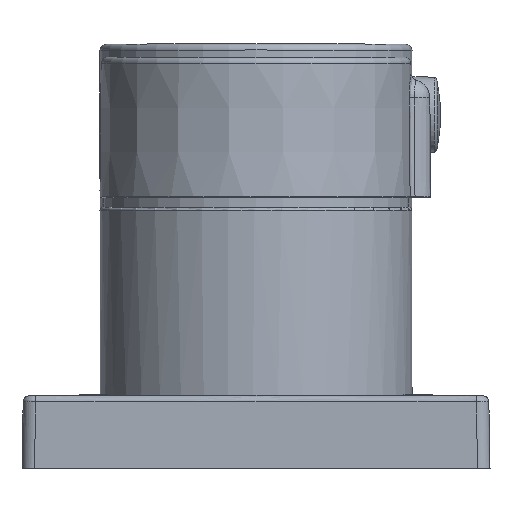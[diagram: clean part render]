
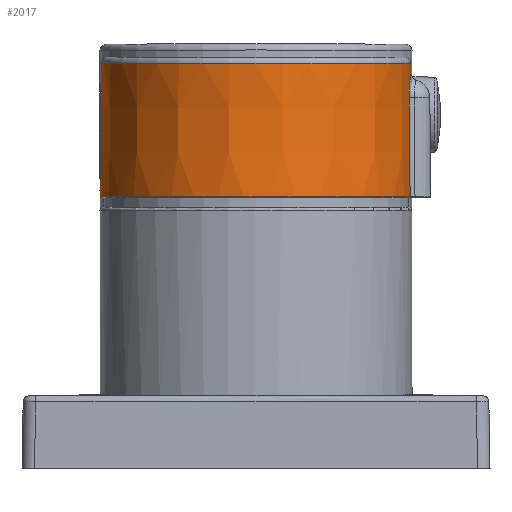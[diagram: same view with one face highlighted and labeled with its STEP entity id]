
A CAD part, left-side view. The second image highlights one B-rep face of the part: STEP entity #2017.
In plain terms, the highlighted conical face has half-angle 0.5 degrees and reference radius 25 mm.
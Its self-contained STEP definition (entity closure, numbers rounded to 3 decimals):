
#42 = B_SPLINE_CURVE_WITH_KNOTS ( 'NONE', 3,
 ( #2605, #789, #1615, #50, #1911, #319, #2180 ),
 .UNSPECIFIED., .F., .F.,
 ( 4, 3, 4 ),
 ( 0., 0.506, 1. ),
 .UNSPECIFIED. ) ;
#50 = CARTESIAN_POINT ( 'NONE',  ( -53.665, -24.547, 51.54 ) ) ;
#58 = EDGE_CURVE ( 'NONE', #1915, #2473, #1178, .T. ) ;
#116 = VERTEX_POINT ( 'NONE', #1552 ) ;
#167 = AXIS2_PLACEMENT_3D ( 'NONE', #1714, #1712, #1708 ) ;
#319 = CARTESIAN_POINT ( 'NONE',  ( -53.627, -24.507, 56.738 ) ) ;
#426 = DIRECTION ( 'NONE',  ( 0., 0., -1. ) ) ;
#429 = CARTESIAN_POINT ( 'NONE',  ( -46.016, -24.508, 56.691 ) ) ;
#447 = CARTESIAN_POINT ( 'NONE',  ( -53.608, -24.487, 59.337 ) ) ;
#525 = CONICAL_SURFACE ( 'NONE', #2298, 25., 0.009 ) ;
#572 = FACE_BOUND ( 'NONE', #1636, .T. ) ;
#591 = CARTESIAN_POINT ( 'NONE',  ( -45.921, -24.609, 43.539 ) ) ;
#618 = FACE_OUTER_BOUND ( 'NONE', #2828, .T. ) ;
#692 = CARTESIAN_POINT ( 'NONE',  ( -45.997, -24.528, 54.046 ) ) ;
#783 = EDGE_CURVE ( 'NONE', #2912, #2309, #1276, .T. ) ;
#789 = CARTESIAN_POINT ( 'NONE',  ( -53.703, -24.588, 46.206 ) ) ;
#839 = EDGE_CURVE ( 'NONE', #116, #116, #1396, .T. ) ;
#957 = CARTESIAN_POINT ( 'NONE',  ( -45.959, -24.569, 48.78 ) ) ;
#1178 = B_SPLINE_CURVE_WITH_KNOTS ( 'NONE', 3,
 ( #2726, #2916, #2662, #2606, #3098, #2970, #3062, #2743, #2618, #3085, #2775, #2740, #3073, #2709, #2934, #2783, #3043, #2139, #2804, #3057, #2772, #3110, #3090, #3105, #2901, #2913, #2761, #2838, #2987, #3102, #2707, #2925, #3014, #3048 ),
 .UNSPECIFIED., .F., .F.,
 ( 4, 2, 2, 2, 2, 2, 2, 2, 2, 2, 2, 2, 2, 2, 2, 2, 4 ),
 ( 0., 0.062, 0.125, 0.187, 0.219, 0.25, 0.375, 0.437, 0.5, 0.562, 0.594, 0.625, 0.687, 0.719, 0.75, 0.875, 1. ),
 .UNSPECIFIED. ) ;
#1187 = DIRECTION ( 'NONE',  ( 0., 1., 0. ) ) ;
#1209 = CARTESIAN_POINT ( 'NONE',  ( -45.921, -24.609, 43.539 ) ) ;
#1276 = CIRCLE ( 'NONE', #2753, 24.998 ) ;
#1396 = CIRCLE ( 'NONE', #167, 24.812 ) ;
#1544 = ORIENTED_EDGE ( 'NONE', *, *, #2919, .T. ) ;
#1552 = CARTESIAN_POINT ( 'NONE',  ( -49.822, 24.895, 64.873 ) ) ;
#1615 = CARTESIAN_POINT ( 'NONE',  ( -53.684, -24.568, 48.873 ) ) ;
#1636 = EDGE_LOOP ( 'NONE', ( #2926 ) ) ;
#1708 = DIRECTION ( 'NONE',  ( 0., 1., 0. ) ) ;
#1712 = DIRECTION ( 'NONE',  ( 0., 0., -1. ) ) ;
#1714 = CARTESIAN_POINT ( 'NONE',  ( -49.822, 0.083, 64.873 ) ) ;
#1728 = DIRECTION ( 'NONE',  ( 0., -1., 0. ) ) ;
#1731 = DIRECTION ( 'NONE',  ( 0., 0., 1. ) ) ;
#1740 = CARTESIAN_POINT ( 'NONE',  ( -49.822, 0.083, 43.539 ) ) ;
#1911 = CARTESIAN_POINT ( 'NONE',  ( -53.646, -24.527, 54.139 ) ) ;
#1915 = VERTEX_POINT ( 'NONE', #447 ) ;
#2017 = ADVANCED_FACE ( 'NONE', ( #572, #618 ), #525, .T. ) ;
#2022 = CARTESIAN_POINT ( 'NONE',  ( -49.822, 0.083, 43.337 ) ) ;
#2139 = CARTESIAN_POINT ( 'NONE',  ( -49.57, -24.744, 63.184 ) ) ;
#2180 = CARTESIAN_POINT ( 'NONE',  ( -53.608, -24.487, 59.337 ) ) ;
#2254 = B_SPLINE_CURVE_WITH_KNOTS ( 'NONE', 3,
 ( #2781, #429, #692, #2490, #957, #2691, #1209 ),
 .UNSPECIFIED., .F., .F.,
 ( 4, 3, 4 ),
 ( 0., 0.502, 1. ),
 .UNSPECIFIED. ) ;
#2265 = ORIENTED_EDGE ( 'NONE', *, *, #2790, .T. ) ;
#2298 = AXIS2_PLACEMENT_3D ( 'NONE', #2022, #426, #1187 ) ;
#2309 = VERTEX_POINT ( 'NONE', #2719 ) ;
#2473 = VERTEX_POINT ( 'NONE', #2524 ) ;
#2490 = CARTESIAN_POINT ( 'NONE',  ( -45.978, -24.548, 51.4 ) ) ;
#2524 = CARTESIAN_POINT ( 'NONE',  ( -46.035, -24.487, 59.337 ) ) ;
#2594 = ORIENTED_EDGE ( 'NONE', *, *, #783, .T. ) ;
#2605 = CARTESIAN_POINT ( 'NONE',  ( -53.722, -24.609, 43.539 ) ) ;
#2606 = CARTESIAN_POINT ( 'NONE',  ( -53.485, -24.497, 60.326 ) ) ;
#2618 = CARTESIAN_POINT ( 'NONE',  ( -52.832, -24.574, 61.667 ) ) ;
#2662 = CARTESIAN_POINT ( 'NONE',  ( -53.581, -24.487, 59.839 ) ) ;
#2691 = CARTESIAN_POINT ( 'NONE',  ( -45.94, -24.589, 46.159 ) ) ;
#2707 = CARTESIAN_POINT ( 'NONE',  ( -46.517, -24.54, 61.272 ) ) ;
#2709 = CARTESIAN_POINT ( 'NONE',  ( -51.048, -24.716, 62.985 ) ) ;
#2719 = CARTESIAN_POINT ( 'NONE',  ( -53.722, -24.609, 43.539 ) ) ;
#2726 = CARTESIAN_POINT ( 'NONE',  ( -53.608, -24.487, 59.337 ) ) ;
#2740 = CARTESIAN_POINT ( 'NONE',  ( -52.152, -24.643, 62.408 ) ) ;
#2743 = CARTESIAN_POINT ( 'NONE',  ( -52.904, -24.566, 61.567 ) ) ;
#2753 = AXIS2_PLACEMENT_3D ( 'NONE', #1740, #1731, #1728 ) ;
#2761 = CARTESIAN_POINT ( 'NONE',  ( -47.51, -24.643, 62.384 ) ) ;
#2772 = CARTESIAN_POINT ( 'NONE',  ( -48.838, -24.726, 63.054 ) ) ;
#2775 = CARTESIAN_POINT ( 'NONE',  ( -52.595, -24.599, 61.954 ) ) ;
#2781 = CARTESIAN_POINT ( 'NONE',  ( -46.035, -24.487, 59.337 ) ) ;
#2783 = CARTESIAN_POINT ( 'NONE',  ( -50.324, -24.74, 63.159 ) ) ;
#2790 = EDGE_CURVE ( 'NONE', #2309, #1915, #42, .T. ) ;
#2804 = CARTESIAN_POINT ( 'NONE',  ( -49.323, -24.74, 63.159 ) ) ;
#2828 = EDGE_LOOP ( 'NONE', ( #1544, #2594, #2265, #3118 ) ) ;
#2838 = CARTESIAN_POINT ( 'NONE',  ( -47.319, -24.626, 62.223 ) ) ;
#2901 = CARTESIAN_POINT ( 'NONE',  ( -47.915, -24.676, 62.669 ) ) ;
#2912 = VERTEX_POINT ( 'NONE', #591 ) ;
#2913 = CARTESIAN_POINT ( 'NONE',  ( -47.609, -24.651, 62.46 ) ) ;
#2916 = CARTESIAN_POINT ( 'NONE',  ( -53.607, -24.485, 59.59 ) ) ;
#2919 = EDGE_CURVE ( 'NONE', #2473, #2912, #2254, .T. ) ;
#2925 = CARTESIAN_POINT ( 'NONE',  ( -46.136, -24.494, 60.332 ) ) ;
#2926 = ORIENTED_EDGE ( 'NONE', *, *, #839, .T. ) ;
#2934 = CARTESIAN_POINT ( 'NONE',  ( -50.81, -24.726, 63.059 ) ) ;
#2970 = CARTESIAN_POINT ( 'NONE',  ( -53.223, -24.529, 61.034 ) ) ;
#2987 = CARTESIAN_POINT ( 'NONE',  ( -47.227, -24.617, 62.137 ) ) ;
#3014 = CARTESIAN_POINT ( 'NONE',  ( -46.039, -24.483, 59.844 ) ) ;
#3043 = CARTESIAN_POINT ( 'NONE',  ( -50.073, -24.744, 63.184 ) ) ;
#3048 = CARTESIAN_POINT ( 'NONE',  ( -46.035, -24.487, 59.337 ) ) ;
#3057 = CARTESIAN_POINT ( 'NONE',  ( -48.958, -24.73, 63.085 ) ) ;
#3062 = CARTESIAN_POINT ( 'NONE',  ( -53.107, -24.543, 61.255 ) ) ;
#3073 = CARTESIAN_POINT ( 'NONE',  ( -51.745, -24.678, 62.688 ) ) ;
#3085 = CARTESIAN_POINT ( 'NONE',  ( -52.676, -24.591, 61.861 ) ) ;
#3090 = CARTESIAN_POINT ( 'NONE',  ( -48.479, -24.71, 62.935 ) ) ;
#3098 = CARTESIAN_POINT ( 'NONE',  ( -53.414, -24.506, 60.563 ) ) ;
#3102 = CARTESIAN_POINT ( 'NONE',  ( -46.787, -24.573, 61.686 ) ) ;
#3105 = CARTESIAN_POINT ( 'NONE',  ( -48.133, -24.691, 62.788 ) ) ;
#3110 = CARTESIAN_POINT ( 'NONE',  ( -48.599, -24.716, 62.98 ) ) ;
#3118 = ORIENTED_EDGE ( 'NONE', *, *, #58, .T. ) ;
